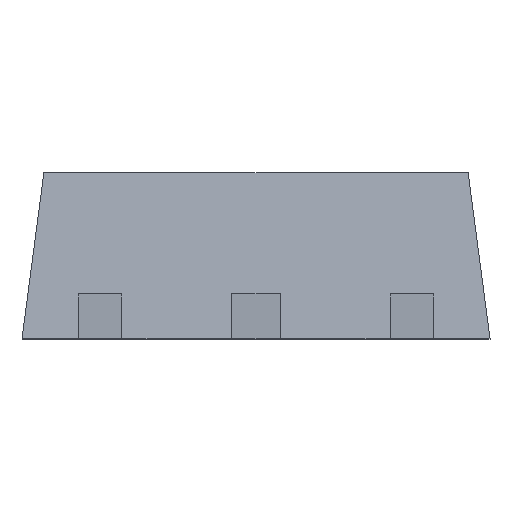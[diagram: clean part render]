
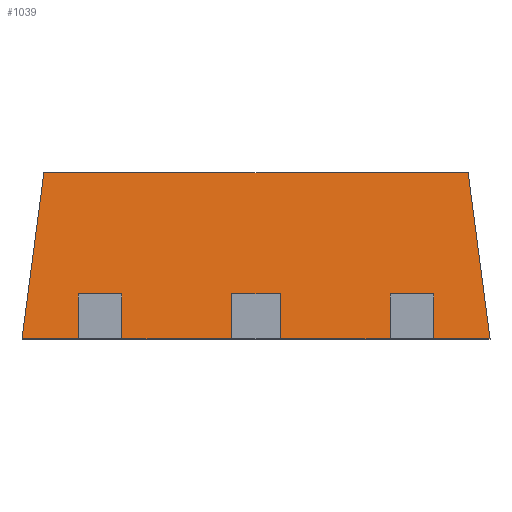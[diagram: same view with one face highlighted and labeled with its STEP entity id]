
A CAD part, top view. The second image highlights one B-rep face of the part: STEP entity #1039.
In plain terms, the highlighted planar face has unit normal (0, 0.131, 0.991).
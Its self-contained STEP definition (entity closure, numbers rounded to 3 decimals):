
#6 = ORIENTED_EDGE ( 'NONE', *, *, #630, .T. ) ;
#8 = VECTOR ( 'NONE', #1207, 1000. ) ;
#32 = LINE ( 'NONE', #938, #1381 ) ;
#53 = CARTESIAN_POINT ( 'NONE',  ( -1.29, 0., 1.25 ) ) ;
#66 = ORIENTED_EDGE ( 'NONE', *, *, #386, .T. ) ;
#71 = EDGE_CURVE ( 'NONE', #530, #986, #1293, .T. ) ;
#72 = LINE ( 'NONE', #1196, #878 ) ;
#75 = VECTOR ( 'NONE', #141, 1000. ) ;
#87 = CARTESIAN_POINT ( 'NONE',  ( -0.235, 0.43, 1.193 ) ) ;
#102 = CARTESIAN_POINT ( 'NONE',  ( -2.25, 0., 1.25 ) ) ;
#110 = DIRECTION ( 'NONE',  ( -1., 0., 0. ) ) ;
#111 = DIRECTION ( 'NONE',  ( 0., -0.991, 0.131 ) ) ;
#125 = CARTESIAN_POINT ( 'NONE',  ( -2.25, 0., 1.25 ) ) ;
#126 = EDGE_CURVE ( 'NONE', #936, #1437, #830, .T. ) ;
#141 = DIRECTION ( 'NONE',  ( 1., 0., 0. ) ) ;
#150 = EDGE_CURVE ( 'NONE', #1002, #1018, #869, .T. ) ;
#158 = CARTESIAN_POINT ( 'NONE',  ( -2.25, 0., 1.25 ) ) ;
#177 = PLANE ( 'NONE',  #561 ) ;
#180 = CARTESIAN_POINT ( 'NONE',  ( 1.71, 0.43, 1.193 ) ) ;
#189 = CARTESIAN_POINT ( 'NONE',  ( -2.25, 0.43, 1.193 ) ) ;
#193 = VECTOR ( 'NONE', #511, 1000. ) ;
#194 = ORIENTED_EDGE ( 'NONE', *, *, #1292, .T. ) ;
#211 = CARTESIAN_POINT ( 'NONE',  ( 1.71, 0., 1.25 ) ) ;
#226 = ORIENTED_EDGE ( 'NONE', *, *, #1469, .F. ) ;
#232 = ORIENTED_EDGE ( 'NONE', *, *, #959, .F. ) ;
#286 = DIRECTION ( 'NONE',  ( 0., 0.991, -0.131 ) ) ;
#297 = ORIENTED_EDGE ( 'NONE', *, *, #1208, .T. ) ;
#304 = CARTESIAN_POINT ( 'NONE',  ( 2.25, 0., 1.25 ) ) ;
#316 = CARTESIAN_POINT ( 'NONE',  ( -0.235, 0., 1.25 ) ) ;
#322 = DIRECTION ( 'NONE',  ( 0.129, -0.983, 0.129 ) ) ;
#324 = LINE ( 'NONE', #189, #1348 ) ;
#328 = DIRECTION ( 'NONE',  ( 1., 0., 0. ) ) ;
#368 = LINE ( 'NONE', #125, #599 ) ;
#373 = EDGE_CURVE ( 'NONE', #936, #990, #324, .T. ) ;
#384 = LINE ( 'NONE', #516, #75 ) ;
#386 = EDGE_CURVE ( 'NONE', #1303, #1154, #1405, .T. ) ;
#388 = CARTESIAN_POINT ( 'NONE',  ( -1.71, 0.43, 1.193 ) ) ;
#389 = EDGE_CURVE ( 'NONE', #1303, #493, #1391, .T. ) ;
#425 = VECTOR ( 'NONE', #286, 1000. ) ;
#431 = LINE ( 'NONE', #456, #1032 ) ;
#454 = CARTESIAN_POINT ( 'NONE',  ( -1.29, 0., 1.25 ) ) ;
#456 = CARTESIAN_POINT ( 'NONE',  ( 1.29, 0., 1.25 ) ) ;
#471 = VERTEX_POINT ( 'NONE', #454 ) ;
#479 = CARTESIAN_POINT ( 'NONE',  ( 1.29, 0., 1.25 ) ) ;
#493 = VERTEX_POINT ( 'NONE', #700 ) ;
#498 = ORIENTED_EDGE ( 'NONE', *, *, #71, .T. ) ;
#505 = CARTESIAN_POINT ( 'NONE',  ( -1.71, 0., 1.25 ) ) ;
#511 = DIRECTION ( 'NONE',  ( 1., 0., 0. ) ) ;
#516 = CARTESIAN_POINT ( 'NONE',  ( -2.25, 0., 1.25 ) ) ;
#530 = VERTEX_POINT ( 'NONE', #1386 ) ;
#553 = EDGE_CURVE ( 'NONE', #1178, #989, #32, .T. ) ;
#561 = AXIS2_PLACEMENT_3D ( 'NONE', #664, #1005, #777 ) ;
#570 = CARTESIAN_POINT ( 'NONE',  ( -0.235, 0., 1.25 ) ) ;
#583 = CARTESIAN_POINT ( 'NONE',  ( 2.25, 0., 1.25 ) ) ;
#587 = VECTOR ( 'NONE', #1369, 1000. ) ;
#599 = VECTOR ( 'NONE', #610, 1000. ) ;
#610 = DIRECTION ( 'NONE',  ( 1., 0., 0. ) ) ;
#630 = EDGE_CURVE ( 'NONE', #952, #1406, #384, .T. ) ;
#664 = CARTESIAN_POINT ( 'NONE',  ( -2.25, 0., 1.25 ) ) ;
#671 = LINE ( 'NONE', #211, #1124 ) ;
#672 = ORIENTED_EDGE ( 'NONE', *, *, #807, .F. ) ;
#690 = ORIENTED_EDGE ( 'NONE', *, *, #1078, .F. ) ;
#691 = DIRECTION ( 'NONE',  ( 0., 0.991, -0.131 ) ) ;
#700 = CARTESIAN_POINT ( 'NONE',  ( 2.039, 1.6, 1.039 ) ) ;
#777 = DIRECTION ( 'NONE',  ( 0., -0.991, 0.131 ) ) ;
#804 = FACE_OUTER_BOUND ( 'NONE', #901, .T. ) ;
#807 = EDGE_CURVE ( 'NONE', #952, #1178, #72, .T. ) ;
#808 = LINE ( 'NONE', #158, #1231 ) ;
#830 = LINE ( 'NONE', #505, #8 ) ;
#834 = DIRECTION ( 'NONE',  ( 1., 0., 0. ) ) ;
#838 = ORIENTED_EDGE ( 'NONE', *, *, #126, .F. ) ;
#869 = LINE ( 'NONE', #1418, #193 ) ;
#873 = CARTESIAN_POINT ( 'NONE',  ( 0.235, 0., 1.25 ) ) ;
#878 = VECTOR ( 'NONE', #981, 1000. ) ;
#880 = LINE ( 'NONE', #583, #931 ) ;
#893 = VECTOR ( 'NONE', #1143, 1000. ) ;
#897 = DIRECTION ( 'NONE',  ( 1., 0., 0. ) ) ;
#901 = EDGE_LOOP ( 'NONE', ( #1094, #498, #226, #1016, #1003, #1037, #66, #194, #838, #1239, #232, #297, #690, #1110, #672, #6 ) ) ;
#931 = VECTOR ( 'NONE', #322, 1000. ) ;
#936 = VERTEX_POINT ( 'NONE', #388 ) ;
#938 = CARTESIAN_POINT ( 'NONE',  ( -2.25, 0.43, 1.193 ) ) ;
#952 = VERTEX_POINT ( 'NONE', #873 ) ;
#959 = EDGE_CURVE ( 'NONE', #471, #990, #1336, .T. ) ;
#981 = DIRECTION ( 'NONE',  ( 0., 0.991, -0.131 ) ) ;
#986 = VERTEX_POINT ( 'NONE', #180 ) ;
#989 = VERTEX_POINT ( 'NONE', #87 ) ;
#990 = VERTEX_POINT ( 'NONE', #1345 ) ;
#1002 = VERTEX_POINT ( 'NONE', #1216 ) ;
#1003 = ORIENTED_EDGE ( 'NONE', *, *, #1184, .F. ) ;
#1005 = DIRECTION ( 'NONE',  ( 0., 0.131, 0.991 ) ) ;
#1008 = VECTOR ( 'NONE', #1021, 1000. ) ;
#1016 = ORIENTED_EDGE ( 'NONE', *, *, #150, .T. ) ;
#1018 = VERTEX_POINT ( 'NONE', #304 ) ;
#1021 = DIRECTION ( 'NONE',  ( 1., 0., 0. ) ) ;
#1032 = VECTOR ( 'NONE', #111, 1000. ) ;
#1037 = ORIENTED_EDGE ( 'NONE', *, *, #389, .F. ) ;
#1039 = ADVANCED_FACE ( 'NONE', ( #804 ), #177, .T. ) ;
#1043 = CARTESIAN_POINT ( 'NONE',  ( -2.039, 1.6, 1.039 ) ) ;
#1078 = EDGE_CURVE ( 'NONE', #989, #1236, #1191, .T. ) ;
#1094 = ORIENTED_EDGE ( 'NONE', *, *, #1468, .F. ) ;
#1110 = ORIENTED_EDGE ( 'NONE', *, *, #553, .F. ) ;
#1121 = CARTESIAN_POINT ( 'NONE',  ( 0., 1.6, 1.039 ) ) ;
#1124 = VECTOR ( 'NONE', #691, 1000. ) ;
#1137 = CARTESIAN_POINT ( 'NONE',  ( -2.25, 0., 1.25 ) ) ;
#1143 = DIRECTION ( 'NONE',  ( 0., -0.991, 0.131 ) ) ;
#1154 = VERTEX_POINT ( 'NONE', #102 ) ;
#1178 = VERTEX_POINT ( 'NONE', #1496 ) ;
#1184 = EDGE_CURVE ( 'NONE', #493, #1018, #880, .T. ) ;
#1191 = LINE ( 'NONE', #316, #893 ) ;
#1196 = CARTESIAN_POINT ( 'NONE',  ( 0.235, 0., 1.25 ) ) ;
#1207 = DIRECTION ( 'NONE',  ( 0., -0.991, 0.131 ) ) ;
#1208 = EDGE_CURVE ( 'NONE', #471, #1236, #808, .T. ) ;
#1216 = CARTESIAN_POINT ( 'NONE',  ( 1.71, 0., 1.25 ) ) ;
#1231 = VECTOR ( 'NONE', #328, 1000. ) ;
#1236 = VERTEX_POINT ( 'NONE', #570 ) ;
#1239 = ORIENTED_EDGE ( 'NONE', *, *, #373, .T. ) ;
#1280 = CARTESIAN_POINT ( 'NONE',  ( -2.25, 0.43, 1.193 ) ) ;
#1292 = EDGE_CURVE ( 'NONE', #1154, #1437, #368, .T. ) ;
#1293 = LINE ( 'NONE', #1280, #1423 ) ;
#1303 = VERTEX_POINT ( 'NONE', #1043 ) ;
#1336 = LINE ( 'NONE', #53, #425 ) ;
#1345 = CARTESIAN_POINT ( 'NONE',  ( -1.29, 0.43, 1.193 ) ) ;
#1348 = VECTOR ( 'NONE', #897, 1000. ) ;
#1369 = DIRECTION ( 'NONE',  ( -0.129, -0.983, 0.129 ) ) ;
#1381 = VECTOR ( 'NONE', #110, 1000. ) ;
#1384 = CARTESIAN_POINT ( 'NONE',  ( -1.71, 0., 1.25 ) ) ;
#1386 = CARTESIAN_POINT ( 'NONE',  ( 1.29, 0.43, 1.193 ) ) ;
#1391 = LINE ( 'NONE', #1121, #1008 ) ;
#1405 = LINE ( 'NONE', #1137, #587 ) ;
#1406 = VERTEX_POINT ( 'NONE', #479 ) ;
#1418 = CARTESIAN_POINT ( 'NONE',  ( -2.25, 0., 1.25 ) ) ;
#1423 = VECTOR ( 'NONE', #834, 1000. ) ;
#1437 = VERTEX_POINT ( 'NONE', #1384 ) ;
#1468 = EDGE_CURVE ( 'NONE', #530, #1406, #431, .T. ) ;
#1469 = EDGE_CURVE ( 'NONE', #1002, #986, #671, .T. ) ;
#1496 = CARTESIAN_POINT ( 'NONE',  ( 0.235, 0.43, 1.193 ) ) ;
